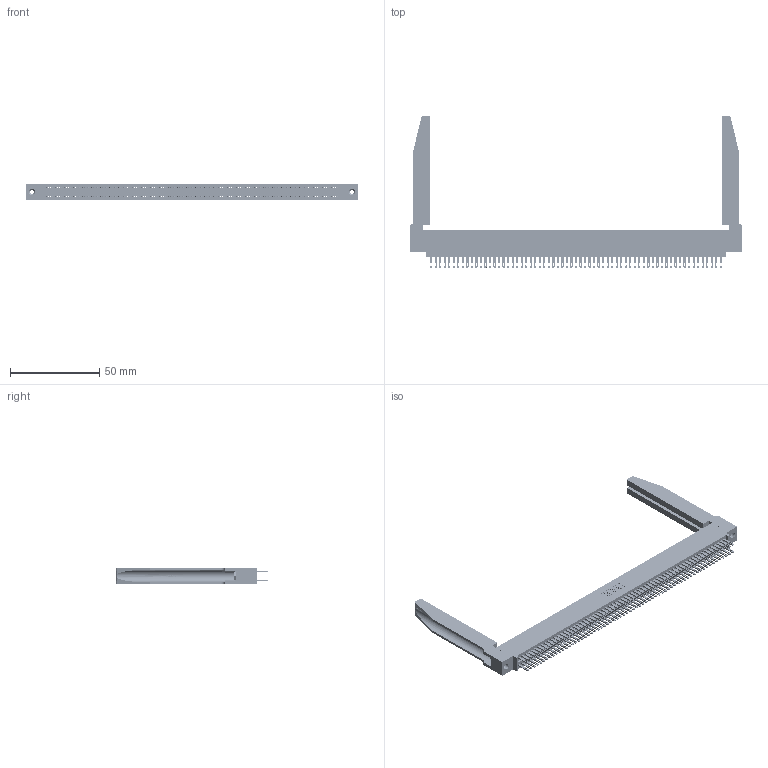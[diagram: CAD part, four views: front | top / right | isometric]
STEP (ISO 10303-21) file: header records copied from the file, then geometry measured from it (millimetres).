
FILE_DESCRIPTION (( 'STEP AP203' ), '1' );
FILE_NAME ('345-130-500-578.STEP', '2019-11-07T11:38:49', ( '' ), ( '' ), 'SwSTEP 2.0', 'SolidWorks 2016', '' );
FILE_SCHEMA (( 'CONFIG_CONTROL_DESIGN' ));
Length unit declared in the file: inch
Products named in the file (5): 345-292-001_345-293-100; 345-250-001_345-250-001-102; 345 Part_0.110 Offset - 0.156 Dia-TH; 345-220-078_345-220-078; 345-130-500-578
Assembly tree (135 placements, depth 2):
  345-130-500-578
    345 Part_0.110 Offset - 0.156 Dia-TH
    345-292-001_345-293-100  x130
    345-250-001_345-250-001-102  x2
    345-220-078_345-220-078  x2
Bounding box: 186.33 x 85.27 x 9.4 mm (x, y, z)
Volume: 26408.5 mm3; surface area: 36252.9 mm2
Topology: 135 solids, 135 shells, 6344 faces, 19291 edges, 12850 vertices
Faces by surface type: plane 3736, cylinder 2556, bspline 36, cone 12, torus 4
Entity records: 52706 total; most frequent: CARTESIAN_POINT 9731, ORIENTED_EDGE 8562, DIRECTION 7547, EDGE_CURVE 4281, LINE 3791, VECTOR 3791, VERTEX_POINT 2848, AXIS2_PLACEMENT_3D 1878
